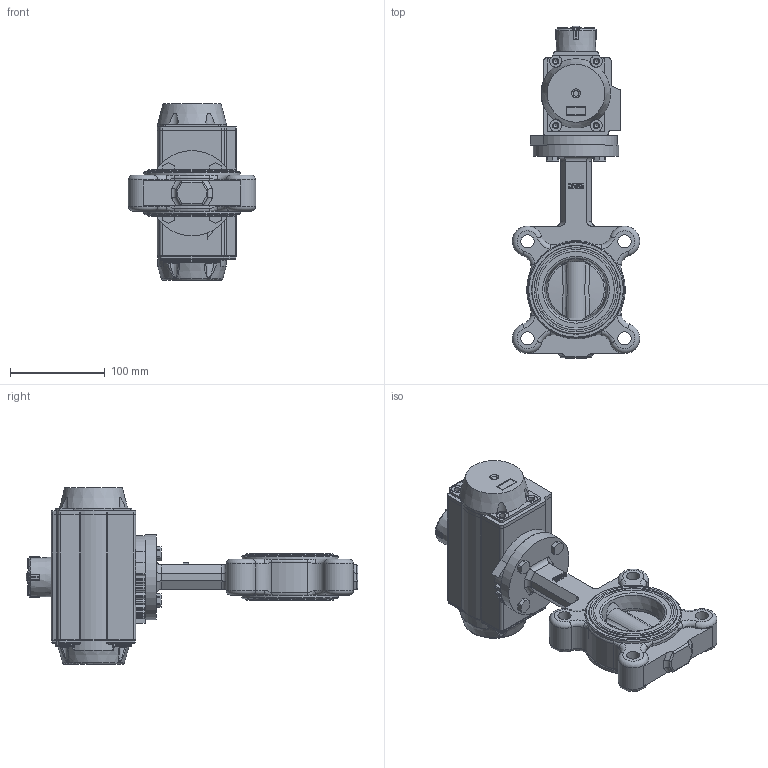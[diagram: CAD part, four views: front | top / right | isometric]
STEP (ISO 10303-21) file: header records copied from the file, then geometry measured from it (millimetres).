
FILE_DESCRIPTION(/* description */ ('Unknown'),/* implementation_level */ '2;1');
FILE_NAME(/* name */ 'PD03 5200_5210_5220-10',/* time_stamp */ '2025-04-03T09:54:39+02:00',/* author */ ('Unknown'),/* organization */ ('Unknown'),/* preprocessor_version */ 'ST-DEVELOPER v19.4',/* originating_system */ 'Solid Edge',/* authorisation */ 'Unknown');
FILE_SCHEMA (('AUTOMOTIVE_DESIGN {1 0 10303 214 3 1 1}'));
Products named in the file (20): PD03 5200_5210_5220-10; PD03_PE02; vt65-2016-06-25; Optische Anzeige; ______; ________(___________; cup head nib bolts with large head gb_GB_FASTENER_BOLT_CHNBW M6X25-N; ____65______ ______; VT65_____________MIR; zhou65; VTE65____; Raster DN40- DN150; LUG-DN65; DN65概极; seat; disc; shaft1; shaft2; bushing1; DIN933_M8x30
Assembly tree (27 placements, depth 4):
  PD03 5200_5210_5220-10
    PD03_PE02
      vt65-2016-06-25
      Optische Anzeige
        ______
        ________(___________  x4
        cup head nib bolts with large head gb_GB_FASTENER_BOLT_CHNBW M6X25-N
      ____65______ ______  x2
      VT65_____________MIR
      zhou65
      VTE65____
    Raster DN40- DN150
    LUG-DN65
      DN65概极
      seat
      disc
      shaft1
      shaft2
      bushing1  x2
    DIN933_M8x30  x4
Bounding box: 134.47 x 350.81 x 186.5 mm (x, y, z)
Volume: 1326307.6 mm3; surface area: 388202.6 mm2
Topology: 24 solids, 24 shells, 2683 faces, 6748 edges, 4210 vertices
Faces by surface type: plane 843, cylinder 838, bspline 505, torus 326, cone 138, sphere 33
Full cylindrical faces by diameter (mm): 3 x16, 3.3 x8, 4.134 x8, 4.66 x1, 4.917 x15, 5 x2, 6 x1, 6.2 x1, 6.5 x4, 6.647 x4, 6.8 x8, 8 x5, 10 x13, 11 x1, 11.4 x1, 11.445 x2, 12 x1, 12.5 x2, 12.6 x5, 12.75 x1, 12.83 x2, 12.9 x1, 13 x2, 14 x9, 15 x1, 16.2 x18, 17 x2, 17.45 x2, 17.53 x2, 20 x2
Entity records: 78525 total; most frequent: CARTESIAN_POINT 31904, ORIENTED_EDGE 9804, DIRECTION 8619, EDGE_CURVE 4902, AXIS2_PLACEMENT_3D 3378, VERTEX_POINT 3283, FACE_BOUND 2629, EDGE_LOOP 2607
